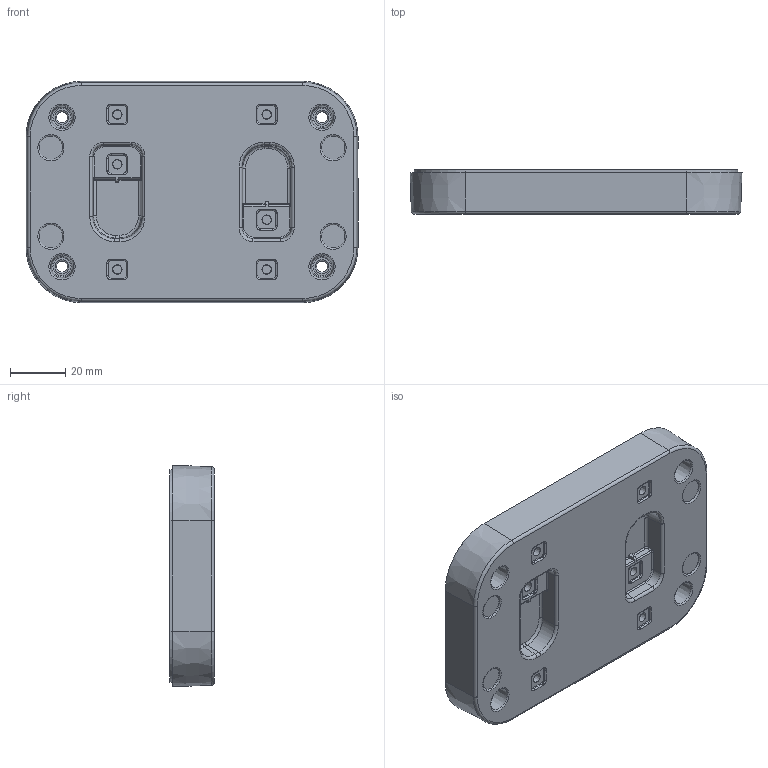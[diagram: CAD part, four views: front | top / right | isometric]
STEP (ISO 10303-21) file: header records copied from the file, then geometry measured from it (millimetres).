
FILE_DESCRIPTION(('FreeCAD Model'),'2;1');
FILE_NAME('Open CASCADE Shape Model','2024-12-26T14:06:48',(''),(''), 'Open CASCADE STEP processor 7.7','FreeCAD','Unknown');
FILE_SCHEMA(('AUTOMOTIVE_DESIGN { 1 0 10303 214 1 1 1 1 }'));
Length unit declared in the file: millimetre
Products named in the file (1): 1556CA Bottom Cut002
Bounding box: 120 x 16 x 80 mm (x, y, z)
Volume: 40401.1 mm3; surface area: 36168.6 mm2
Topology: 1 solids, 1 shells, 777 faces, 1945 edges, 1230 vertices
Faces by surface type: plane 330, bspline 155, cylinder 132, cone 84, torus 68, sphere 8
Entity records: 30955 total; most frequent: CARTESIAN_POINT 6889, ORIENTED_EDGE 3890, DIRECTION 3572, EDGE_CURVE 1945, AXIS2_PLACEMENT_3D 1273, VERTEX_POINT 1230, LINE 1026, VECTOR 1026
